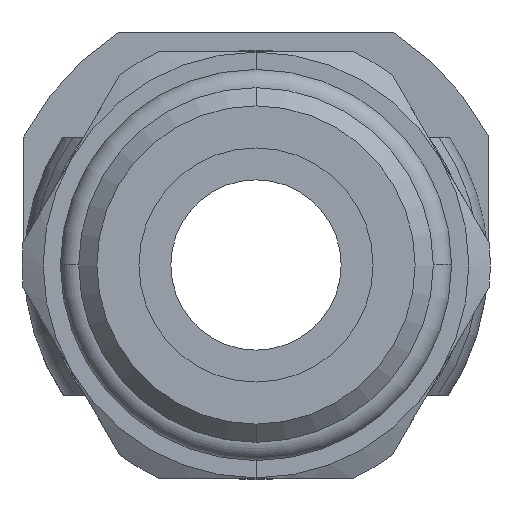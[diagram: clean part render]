
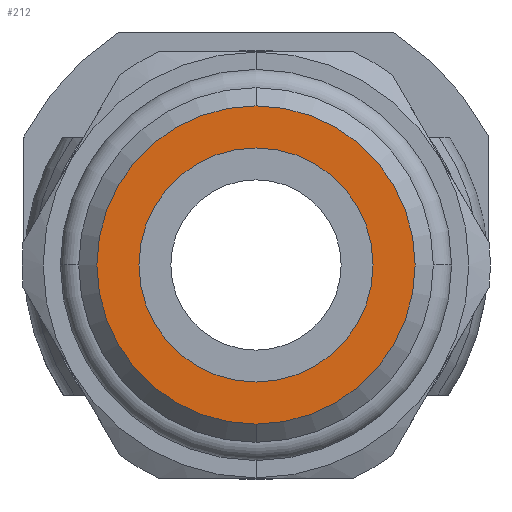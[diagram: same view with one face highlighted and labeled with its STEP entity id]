
A CAD part, front view. The second image highlights one B-rep face of the part: STEP entity #212.
In plain terms, the highlighted planar face has unit normal (0, -1, 0).
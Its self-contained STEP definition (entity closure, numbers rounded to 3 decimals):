
#212=ADVANCED_FACE('',(#562,#563),#564,.T.);
#562=FACE_OUTER_BOUND('',#919,.T.);
#563=FACE_BOUND('',#920,.T.);
#564=PLANE('',#921);
#919=EDGE_LOOP('',(#2334,#2335));
#920=EDGE_LOOP('',(#2336,#2337));
#921=AXIS2_PLACEMENT_3D('',#2338,#2339,#2340);
#2334=ORIENTED_EDGE('',*,*,#2437,.F.);
#2335=ORIENTED_EDGE('',*,*,#2852,.F.);
#2336=ORIENTED_EDGE('',*,*,#2851,.T.);
#2337=ORIENTED_EDGE('',*,*,#2440,.T.);
#2338=CARTESIAN_POINT('',(0.,-42.95,6.488));
#2339=DIRECTION('',(0.,-1.0,0.));
#2340=DIRECTION('',(0.,0.,-1.0));
#2437=EDGE_CURVE('',#2943,#2945,#2946,.T.);
#2440=EDGE_CURVE('',#2951,#2948,#2952,.T.);
#2851=EDGE_CURVE('',#2948,#2951,#3623,.T.);
#2852=EDGE_CURVE('',#2945,#2943,#3624,.T.);
#2943=VERTEX_POINT('',#3867);
#2945=VERTEX_POINT('',#3870);
#2946=CIRCLE('',#3871,7.475);
#2948=VERTEX_POINT('',#3874);
#2951=VERTEX_POINT('',#3878);
#2952=CIRCLE('',#3879,5.5);
#3623=CIRCLE('',#5348,5.5);
#3624=CIRCLE('',#5349,7.475);
#3867=CARTESIAN_POINT('',(0.,-42.95,7.475));
#3870=CARTESIAN_POINT('',(0.,-42.95,-7.475));
#3871=AXIS2_PLACEMENT_3D('',#5454,#5455,#5456);
#3874=CARTESIAN_POINT('',(0.,-42.95,5.5));
#3878=CARTESIAN_POINT('',(0.,-42.95,-5.5));
#3879=AXIS2_PLACEMENT_3D('',#5459,#5460,#5461);
#5348=AXIS2_PLACEMENT_3D('',#6188,#6189,#6190);
#5349=AXIS2_PLACEMENT_3D('',#6191,#6192,#6193);
#5454=CARTESIAN_POINT('',(0.,-42.95,0.));
#5455=DIRECTION('',(0.,1.0,0.));
#5456=DIRECTION('',(0.,0.,1.0));
#5459=CARTESIAN_POINT('',(0.,-42.95,0.));
#5460=DIRECTION('',(0.,1.0,0.));
#5461=DIRECTION('',(0.,0.,1.0));
#6188=CARTESIAN_POINT('',(0.,-42.95,0.));
#6189=DIRECTION('',(0.,1.0,0.));
#6190=DIRECTION('',(0.,0.,1.0));
#6191=CARTESIAN_POINT('',(0.,-42.95,0.));
#6192=DIRECTION('',(0.,1.0,0.));
#6193=DIRECTION('',(0.,0.,1.0));
